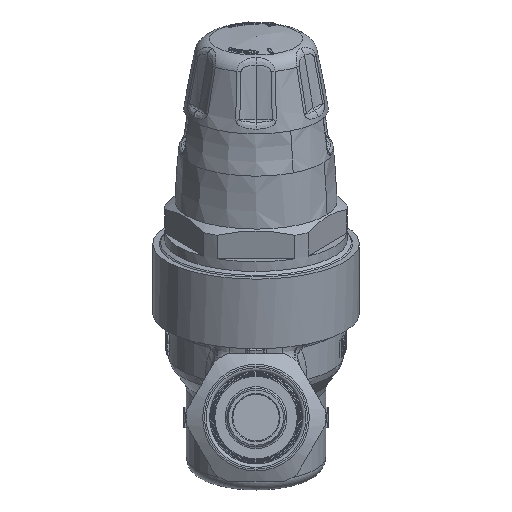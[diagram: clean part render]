
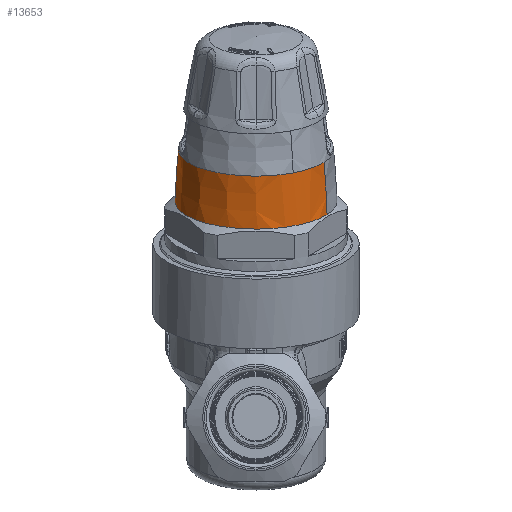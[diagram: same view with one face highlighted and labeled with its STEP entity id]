
A CAD part, front view. The second image highlights one B-rep face of the part: STEP entity #13653.
In plain terms, the highlighted free-form (B-spline) face has degree [3, 2] with [4, 11] control points.
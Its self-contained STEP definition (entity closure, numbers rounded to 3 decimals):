
#1292=(
BOUNDED_SURFACE()
B_SPLINE_SURFACE(3,2,((#19718,#19719,#19720,#19721,#19722,#19723,#19724,
#19725,#19726,#19727,#19728),(#19729,#19730,#19731,#19732,#19733,#19734,
#19735,#19736,#19737,#19738,#19739),(#19740,#19741,#19742,#19743,#19744,
#19745,#19746,#19747,#19748,#19749,#19750),(#19751,#19752,#19753,#19754,
#19755,#19756,#19757,#19758,#19759,#19760,#19761)),.UNSPECIFIED.,.F.,.T.,
 .F.)
B_SPLINE_SURFACE_WITH_KNOTS((4,4),(3,2,2,2,2,3),(7.588,23.622),
(5.77,6.283,7.854,9.425,10.996,
12.053),.UNSPECIFIED.)
GEOMETRIC_REPRESENTATION_ITEM()
RATIONAL_B_SPLINE_SURFACE(((0.871,0.904,1.,0.707,
1.,0.707,1.,0.707,1.,0.803,0.871),
(0.871,0.904,1.,0.707,1.,0.707,
1.,0.707,1.,0.803,0.871),(0.871,
0.904,1.,0.707,1.,0.707,1.,0.707,
1.,0.803,0.871),(0.871,0.904,
1.,0.707,1.,0.707,1.,0.707,1.,0.803,
0.871)))
REPRESENTATION_ITEM('')
SURFACE()
);
#1730=FACE_OUTER_BOUND('',#2595,.T.);
#2595=EDGE_LOOP('',(#8557,#8558,#8559,#8560,#8561));
#4302=CIRCLE('',#14547,0.925);
#4303=CIRCLE('',#14548,9.843);
#4304=CIRCLE('',#14549,0.886);
#4305=CIRCLE('',#14550,0.886);
#4306=CIRCLE('',#14551,9.843);
#5167=VERTEX_POINT('',#19762);
#5168=VERTEX_POINT('',#19763);
#5169=VERTEX_POINT('',#19765);
#5170=VERTEX_POINT('',#19767);
#5171=VERTEX_POINT('',#19769);
#6452=EDGE_CURVE('',#5167,#5168,#4302,.T.);
#6453=EDGE_CURVE('',#5167,#5169,#4303,.T.);
#6454=EDGE_CURVE('',#5170,#5169,#4304,.F.);
#6455=EDGE_CURVE('',#5171,#5170,#4305,.F.);
#6456=EDGE_CURVE('',#5168,#5171,#4306,.T.);
#8557=ORIENTED_EDGE('',*,*,#6452,.F.);
#8558=ORIENTED_EDGE('',*,*,#6453,.T.);
#8559=ORIENTED_EDGE('',*,*,#6454,.F.);
#8560=ORIENTED_EDGE('',*,*,#6455,.F.);
#8561=ORIENTED_EDGE('',*,*,#6456,.F.);
#13653=ADVANCED_FACE('',(#1730),#1292,.F.);
#14547=AXIS2_PLACEMENT_3D('',#19764,#16147,#16148);
#14548=AXIS2_PLACEMENT_3D('',#19766,#16149,#16150);
#14549=AXIS2_PLACEMENT_3D('',#19768,#16151,#16152);
#14550=AXIS2_PLACEMENT_3D('',#19770,#16153,#16154);
#14551=AXIS2_PLACEMENT_3D('',#19771,#16155,#16156);
#16147=DIRECTION('center_axis',(0.,0.342,
-0.94));
#16148=DIRECTION('ref_axis',(1.,0.,0.));
#16149=DIRECTION('center_axis',(-0.479,-0.825,-0.3));
#16150=DIRECTION('ref_axis',(0.874,-0.481,-0.075));
#16151=DIRECTION('center_axis',(0.,0.342,
-0.94));
#16152=DIRECTION('ref_axis',(1.,0.,0.));
#16153=DIRECTION('center_axis',(0.,0.342,
-0.94));
#16154=DIRECTION('ref_axis',(1.,0.,0.));
#16155=DIRECTION('center_axis',(0.479,0.825,0.3));
#16156=DIRECTION('ref_axis',(-0.874,0.416,0.252));
#19718=CARTESIAN_POINT('Ctrl Pts',(-0.812,-0.483,
2.623));
#19719=CARTESIAN_POINT('Ctrl Pts',(-0.925,-0.678,
2.552));
#19720=CARTESIAN_POINT('Ctrl Pts',(-0.925,-0.9,
2.472));
#19721=CARTESIAN_POINT('Ctrl Pts',(-0.925,-1.769,
2.155));
#19722=CARTESIAN_POINT('Ctrl Pts',(0.,-1.769,
2.155));
#19723=CARTESIAN_POINT('Ctrl Pts',(0.925,-1.769,
2.155));
#19724=CARTESIAN_POINT('Ctrl Pts',(0.925,-0.9,2.472));
#19725=CARTESIAN_POINT('Ctrl Pts',(0.925,-0.03,
2.788));
#19726=CARTESIAN_POINT('Ctrl Pts',(0.,-0.03,
2.788));
#19727=CARTESIAN_POINT('Ctrl Pts',(-0.549,-0.03,
2.788));
#19728=CARTESIAN_POINT('Ctrl Pts',(-0.812,-0.483,
2.623));
#19729=CARTESIAN_POINT('Ctrl Pts',(-0.806,-0.558,
2.82));
#19730=CARTESIAN_POINT('Ctrl Pts',(-0.919,-0.751,
2.749));
#19731=CARTESIAN_POINT('Ctrl Pts',(-0.919,-0.971,
2.669));
#19732=CARTESIAN_POINT('Ctrl Pts',(-0.919,-1.835,
2.355));
#19733=CARTESIAN_POINT('Ctrl Pts',(0.,-1.835,
2.355));
#19734=CARTESIAN_POINT('Ctrl Pts',(0.919,-1.835,2.355));
#19735=CARTESIAN_POINT('Ctrl Pts',(0.919,-0.971,
2.669));
#19736=CARTESIAN_POINT('Ctrl Pts',(0.919,-0.108,
2.983));
#19737=CARTESIAN_POINT('Ctrl Pts',(0.,-0.108,
2.983));
#19738=CARTESIAN_POINT('Ctrl Pts',(-0.545,-0.108,
2.983));
#19739=CARTESIAN_POINT('Ctrl Pts',(-0.806,-0.558,
2.82));
#19740=CARTESIAN_POINT('Ctrl Pts',(-0.795,-0.635,
3.015));
#19741=CARTESIAN_POINT('Ctrl Pts',(-0.906,-0.826,
2.946));
#19742=CARTESIAN_POINT('Ctrl Pts',(-0.906,-1.043,
2.867));
#19743=CARTESIAN_POINT('Ctrl Pts',(-0.906,-1.894,
2.557));
#19744=CARTESIAN_POINT('Ctrl Pts',(0.,-1.894,
2.557));
#19745=CARTESIAN_POINT('Ctrl Pts',(0.906,-1.894,
2.557));
#19746=CARTESIAN_POINT('Ctrl Pts',(0.906,-1.043,
2.867));
#19747=CARTESIAN_POINT('Ctrl Pts',(0.906,-0.192,
3.176));
#19748=CARTESIAN_POINT('Ctrl Pts',(0.,-0.192,
3.176));
#19749=CARTESIAN_POINT('Ctrl Pts',(-0.537,-0.192,
3.176));
#19750=CARTESIAN_POINT('Ctrl Pts',(-0.795,-0.635,
3.015));
#19751=CARTESIAN_POINT('Ctrl Pts',(-0.777,-0.716,
3.209));
#19752=CARTESIAN_POINT('Ctrl Pts',(-0.886,-0.902,
3.141));
#19753=CARTESIAN_POINT('Ctrl Pts',(-0.886,-1.115,
3.063));
#19754=CARTESIAN_POINT('Ctrl Pts',(-0.886,-1.947,
2.76));
#19755=CARTESIAN_POINT('Ctrl Pts',(0.,-1.947,
2.76));
#19756=CARTESIAN_POINT('Ctrl Pts',(0.886,-1.947,
2.76));
#19757=CARTESIAN_POINT('Ctrl Pts',(0.886,-1.115,
3.063));
#19758=CARTESIAN_POINT('Ctrl Pts',(0.886,-0.283,
3.366));
#19759=CARTESIAN_POINT('Ctrl Pts',(0.,-0.283,
3.366));
#19760=CARTESIAN_POINT('Ctrl Pts',(-0.525,-0.283,
3.366));
#19761=CARTESIAN_POINT('Ctrl Pts',(-0.777,-0.716,
3.209));
#19762=CARTESIAN_POINT('',(0.812,-1.316,2.32));
#19763=CARTESIAN_POINT('',(-0.812,-0.483,2.623));
#19764=CARTESIAN_POINT('Origin',(0.,-0.9,2.472));
#19765=CARTESIAN_POINT('',(0.777,-1.514,2.918));
#19766=CARTESIAN_POINT('Origin',(-7.822,3.218,3.652));
#19767=CARTESIAN_POINT('',(0.425,-1.846,2.798));
#19768=CARTESIAN_POINT('Origin',(0.,-1.115,
3.063));
#19769=CARTESIAN_POINT('',(-0.777,-0.716,3.209));
#19770=CARTESIAN_POINT('Origin',(0.,-1.115,
3.063));
#19771=CARTESIAN_POINT('Origin',(7.822,-4.813,0.729));
